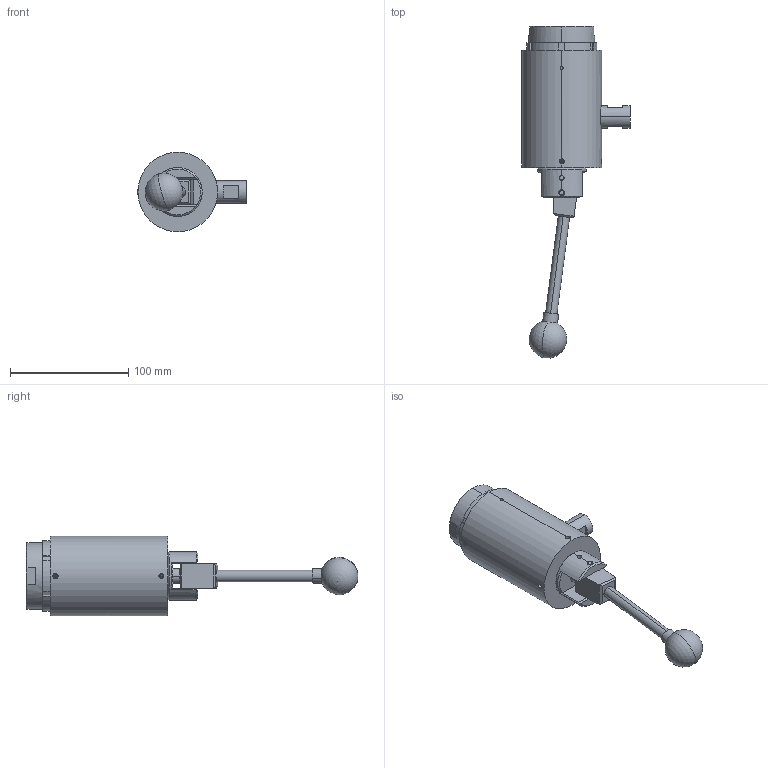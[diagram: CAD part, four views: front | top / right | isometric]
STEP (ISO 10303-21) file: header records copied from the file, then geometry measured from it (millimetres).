
FILE_DESCRIPTION (( 'STEP AP214' ), '1' );
FILE_NAME ('CTSC-004128.STEP', '2025-05-07T18:14:38', ( '' ), ( '' ), 'SwSTEP 2.0', 'SolidWorks 2023', '' );
FILE_SCHEMA (( 'AUTOMOTIVE_DESIGN' ));
Length unit declared in the file: inch
Products named in the file (1): CTSC-004128
Bounding box: 91.44 x 280.53 x 67.31 mm (x, y, z)
Volume: 364051.8 mm3; surface area: 87446.7 mm2
Topology: 14 solids, 16 shells, 540 faces, 1316 edges, 808 vertices
Faces by surface type: cylinder 222, plane 177, cone 124, bspline 15, sphere 2
Entity records: 32766 total; most frequent: CARTESIAN_POINT 13834, ORIENTED_EDGE 2586, DIRECTION 2354, EDGE_CURVE 1293, AXIS2_PLACEMENT_3D 902, VERTEX_POINT 805, EDGE_LOOP 596, VECTOR 550
